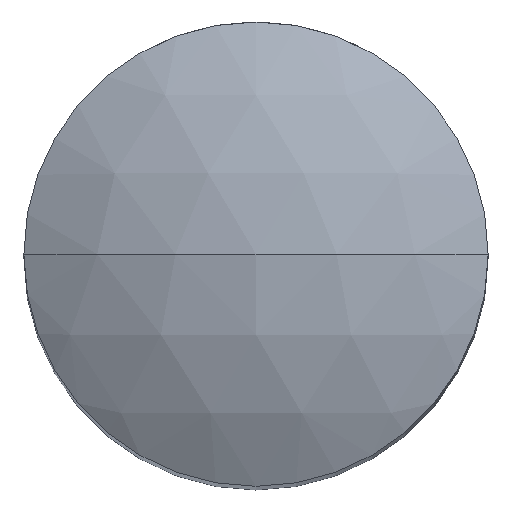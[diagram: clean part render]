
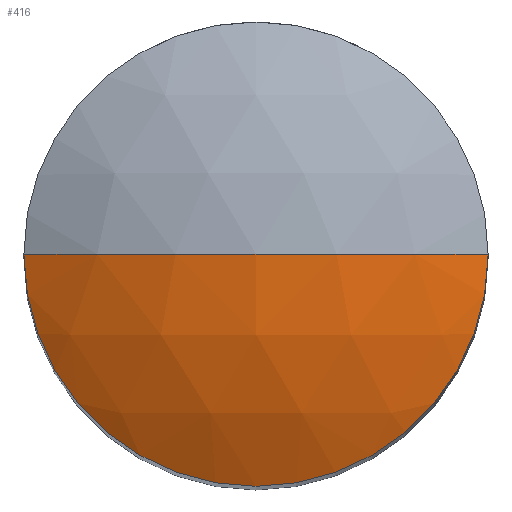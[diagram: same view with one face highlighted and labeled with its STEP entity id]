
A CAD part, top view. The second image highlights one B-rep face of the part: STEP entity #416.
In plain terms, the highlighted spherical face has radius 8 mm.
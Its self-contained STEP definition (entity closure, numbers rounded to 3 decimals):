
#1 = ORIENTED_EDGE ( 'NONE', *, *, #343, .F. ) ;
#19 = AXIS2_PLACEMENT_3D ( 'NONE', #685, #187, #749 ) ;
#36 = AXIS2_PLACEMENT_3D ( 'NONE', #629, #190, #688 ) ;
#55 = AXIS2_PLACEMENT_3D ( 'NONE', #405, #845, #480 ) ;
#90 = AXIS2_PLACEMENT_3D ( 'NONE', #587, #143, #648 ) ;
#114 = ORIENTED_EDGE ( 'NONE', *, *, #394, .T. ) ;
#119 = VERTEX_POINT ( 'NONE', #900 ) ;
#143 = DIRECTION ( 'NONE',  ( 0., 1., 0. ) ) ;
#187 = DIRECTION ( 'NONE',  ( 0., -1., 0. ) ) ;
#190 = DIRECTION ( 'NONE',  ( 0., 0., -1. ) ) ;
#211 = ORIENTED_EDGE ( 'NONE', *, *, #423, .F. ) ;
#228 = VERTEX_POINT ( 'NONE', #665 ) ;
#343 = EDGE_CURVE ( 'NONE', #119, #228, #372, .T. ) ;
#372 = CIRCLE ( 'NONE', #90, 8. ) ;
#390 = VERTEX_POINT ( 'NONE', #604 ) ;
#394 = EDGE_CURVE ( 'NONE', #119, #390, #460, .T. ) ;
#405 = CARTESIAN_POINT ( 'NONE',  ( 0., 0., 12. ) ) ;
#416 = ADVANCED_FACE ( 'NONE', ( #437 ), #786, .T. ) ;
#423 = EDGE_CURVE ( 'NONE', #228, #390, #609, .T. ) ;
#437 = FACE_OUTER_BOUND ( 'NONE', #667, .T. ) ;
#460 = CIRCLE ( 'NONE', #55, 8. ) ;
#480 = DIRECTION ( 'NONE',  ( 1., 0., 0. ) ) ;
#587 = CARTESIAN_POINT ( 'NONE',  ( 0., 0., 12. ) ) ;
#604 = CARTESIAN_POINT ( 'NONE',  ( -4., 0., 18.928 ) ) ;
#609 = CIRCLE ( 'NONE', #36, 4. ) ;
#629 = CARTESIAN_POINT ( 'NONE',  ( 0., 0., 18.928 ) ) ;
#648 = DIRECTION ( 'NONE',  ( 0., 0., 1. ) ) ;
#665 = CARTESIAN_POINT ( 'NONE',  ( 4., 0., 18.928 ) ) ;
#667 = EDGE_LOOP ( 'NONE', ( #1, #114, #211 ) ) ;
#685 = CARTESIAN_POINT ( 'NONE',  ( 0., 0., 12. ) ) ;
#688 = DIRECTION ( 'NONE',  ( -1., 0., 0. ) ) ;
#749 = DIRECTION ( 'NONE',  ( 1., 0., 0. ) ) ;
#786 = SPHERICAL_SURFACE ( 'NONE', #19, 8. ) ;
#845 = DIRECTION ( 'NONE',  ( 0., -1., 0. ) ) ;
#900 = CARTESIAN_POINT ( 'NONE',  ( 0., 0., 20. ) ) ;
